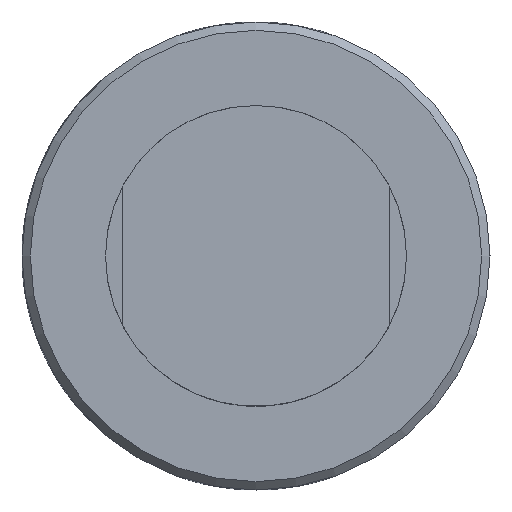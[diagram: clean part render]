
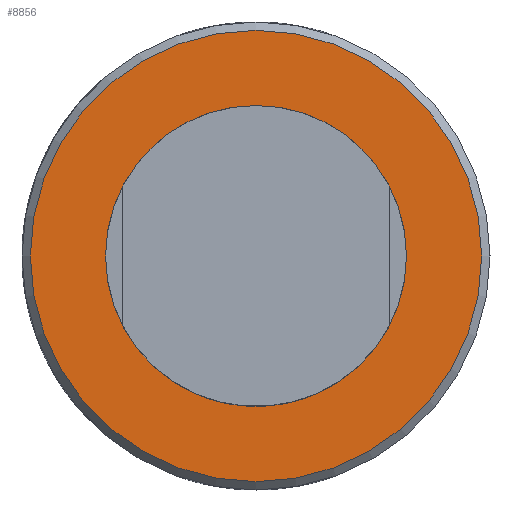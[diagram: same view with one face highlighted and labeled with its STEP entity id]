
A CAD part, front view. The second image highlights one B-rep face of the part: STEP entity #8856.
In plain terms, the highlighted planar face has unit normal (0, -1, 0).
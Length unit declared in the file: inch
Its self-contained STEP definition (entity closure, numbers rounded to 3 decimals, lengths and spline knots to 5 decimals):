
#201 = DIRECTION ( 'NONE',  ( 0., 0., 1. ) ) ;
#996 = AXIS2_PLACEMENT_3D ( 'NONE', #6812, #26961, #14207 ) ;
#3135 = AXIS2_PLACEMENT_3D ( 'NONE', #27724, #33406, #5057 ) ;
#3296 = AXIS2_PLACEMENT_3D ( 'NONE', #8643, #8146, #201 ) ;
#3303 = FACE_OUTER_BOUND ( 'NONE', #15931, .T. ) ;
#5057 = DIRECTION ( 'NONE',  ( 0., 0., 1. ) ) ;
#5078 = CIRCLE ( 'NONE', #3135, 1.68775 ) ;
#5425 = ORIENTED_EDGE ( 'NONE', *, *, #36378, .F. ) ;
#6812 = CARTESIAN_POINT ( 'NONE',  ( 1.12525, 0.375, 0. ) ) ;
#8146 = DIRECTION ( 'NONE',  ( 0., 1., 0. ) ) ;
#8159 = CARTESIAN_POINT ( 'NONE',  ( 0., 0.375, 1.12525 ) ) ;
#8643 = CARTESIAN_POINT ( 'NONE',  ( 0., 0.375, 0. ) ) ;
#8856 = ADVANCED_FACE ( 'NONE', ( #3303, #22322 ), #32902, .F. ) ;
#9506 = VERTEX_POINT ( 'NONE', #10987 ) ;
#10987 = CARTESIAN_POINT ( 'NONE',  ( 0., 0.375, 1.68775 ) ) ;
#12056 = CIRCLE ( 'NONE', #3296, 1.12525 ) ;
#12168 = VERTEX_POINT ( 'NONE', #8159 ) ;
#14207 = DIRECTION ( 'NONE',  ( 0., 0., 1. ) ) ;
#15931 = EDGE_LOOP ( 'NONE', ( #5425 ) ) ;
#22322 = FACE_BOUND ( 'NONE', #33944, .T. ) ;
#26961 = DIRECTION ( 'NONE',  ( 0., 1., 0. ) ) ;
#27724 = CARTESIAN_POINT ( 'NONE',  ( 0., 0.375, 0. ) ) ;
#30295 = ORIENTED_EDGE ( 'NONE', *, *, #31426, .T. ) ;
#31426 = EDGE_CURVE ( 'NONE', #12168, #12168, #12056, .T. ) ;
#32902 = PLANE ( 'NONE',  #996 ) ;
#33406 = DIRECTION ( 'NONE',  ( 0., 1., 0. ) ) ;
#33944 = EDGE_LOOP ( 'NONE', ( #30295 ) ) ;
#36378 = EDGE_CURVE ( 'NONE', #9506, #9506, #5078, .T. ) ;
